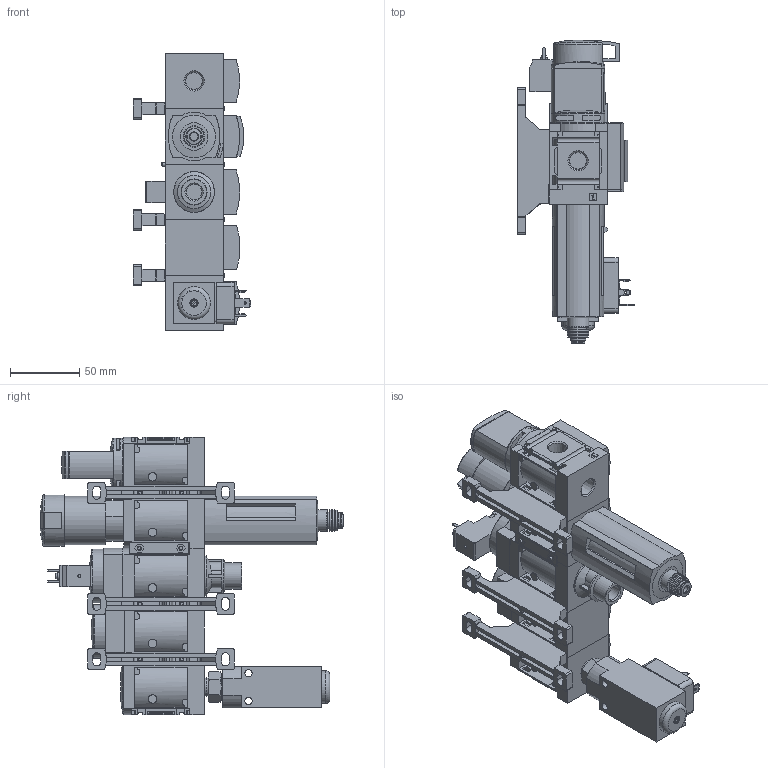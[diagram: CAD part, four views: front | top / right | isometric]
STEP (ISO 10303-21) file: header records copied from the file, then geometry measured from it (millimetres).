
FILE_DESCRIPTION(/* description */ ('STEP AP214'),/* implementation_level */ '2;1');
FILE_NAME(/* name */ '550485_MSB4N-1_4_C3J2D7A1F3-WP',/* time_stamp */ '2024-09-11T17:37:40+02:00',/* author */ ('License CC BY-ND 4.0'),/* organization */ ('CADENAS'),/* preprocessor_version */ 'ST-DEVELOPER v19.3',/* originating_system */ 'PARTsolutions',/* authorisation */ ' ');
FILE_SCHEMA (('AUTOMOTIVE_DESIGN {1 0 10303 214 3 1 1}'));
Products named in the file (12): 550485 MSB4N-1/4:C3J2D7A1F3-WP; 541288 MS4N-EM1-1/4-BAR-1D; 527694 MS4N-LFR-1/4-D7-E-R-V-AS-1D; 526489 MS4-LFR-V; 8140202 MS4-WP1---(00wp); 8092760 MS4-MV-B---(42.7_high_m); 527710 MS4N-EE-1/4-10V24-1D; 8116179 MS4-MV-B---(0_high_m); 527712 MS4N-DL-1/4-BAR-1D; 527704 MS4N-FRM-1/4-Y-1D; 685721 ESK-1/4-1/4-NPT; 175250 PEV-1/4-B-OD
Assembly tree (16 placements, depth 2):
  550485 MSB4N-1/4:C3J2D7A1F3-WP
    541288 MS4N-EM1-1/4-BAR-1D
    527694 MS4N-LFR-1/4-D7-E-R-V-AS-1D
    526489 MS4-LFR-V
    8140202 MS4-WP1---(00wp)  x3
    8092760 MS4-MV-B---(42.7_high_m)  x4
    527710 MS4N-EE-1/4-10V24-1D
    8116179 MS4-MV-B---(0_high_m)
    527712 MS4N-DL-1/4-BAR-1D
    527704 MS4N-FRM-1/4-Y-1D
    685721 ESK-1/4-1/4-NPT
    175250 PEV-1/4-B-OD
Bounding box: 85 x 219.41 x 201 mm (x, y, z)
Volume: 898843.1 mm3; surface area: 184873.5 mm2
Topology: 16 solids, 16 shells, 2376 faces, 6493 edges, 4253 vertices
Faces by surface type: plane 1649, cylinder 554, cone 115, torus 46, sphere 12
Full cylindrical faces by diameter (mm): 0.4 x1, 1.65 x4, 2 x1, 2.013 x1, 2.459 x9, 2.5 x1, 2.55 x8, 3 x8, 3.5 x2, 3.8 x1, 4 x1, 4.8 x1, 5 x3, 5.3 x2, 5.5 x2, 5.6 x9, 6 x5, 6.1 x13, 6.93 x1, 11 x1, 11.4 x1, 11.445 x2, 11.6 x1, 11.8 x1, 13.482 x2, 15.8 x1, 18.85 x1, 22 x1, 22.2 x1, 24 x1
Entity records: 72209 total; most frequent: CARTESIAN_POINT 11195, ORIENTED_EDGE 10290, DIRECTION 10077, EDGE_CURVE 5145, LINE 3879, VECTOR 3879, VERTEX_POINT 3467, AXIS2_PLACEMENT_3D 3099
